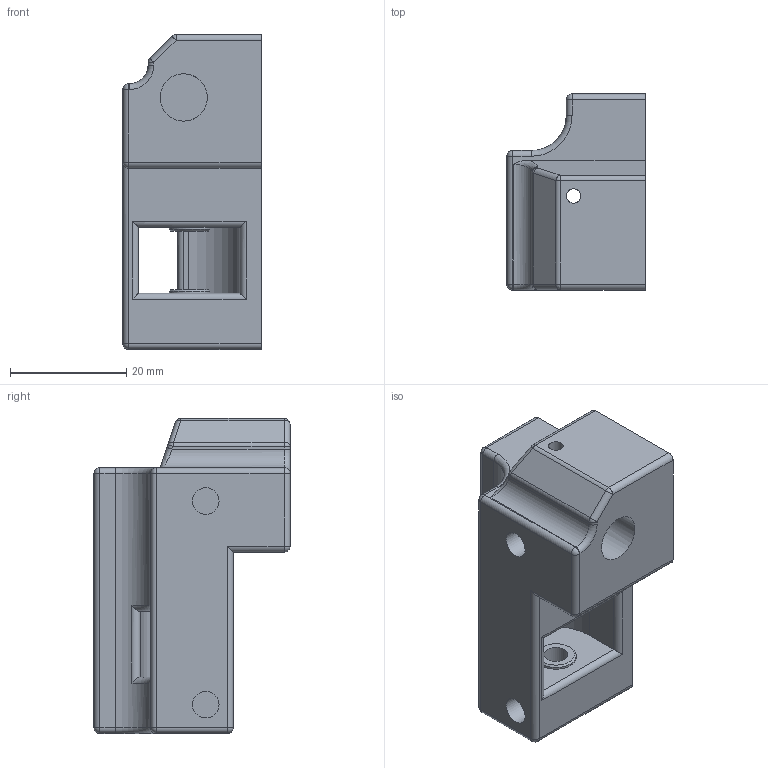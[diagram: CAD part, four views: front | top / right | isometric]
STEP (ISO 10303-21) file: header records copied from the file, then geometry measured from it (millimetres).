
FILE_DESCRIPTION(('HOOPS Exchange Step'),'2;1');
FILE_NAME('temp_export','2023-12-23T17:04:03-06:00',('DentedAF'),('Shapr3D Limited'),'HOOPS Exchange 2023.2','Shapr3D','Authorized');
FILE_SCHEMA( ('AUTOMOTIVE_DESIGN { 1 0 10303 214 1 1 1 1 }') );
Length unit declared in the file: millimetre
Products named in the file (1): root
Bounding box: 23.84 x 33.8 x 54.3 mm (x, y, z)
Volume: 23742.6 mm3; surface area: 8393.4 mm2
Topology: 1 solids, 1 shells, 123 faces, 308 edges, 186 vertices
Faces by surface type: plane 55, cylinder 48, sphere 11, torus 5, cone 3, bspline 1
Full cylindrical faces by diameter (mm): 2.5 x2, 4.15 x2, 4.6 x4, 4.7 x2, 7 x2, 8.15 x1
Entity records: 4356 total; most frequent: CARTESIAN_POINT 1365, DIRECTION 646, ORIENTED_EDGE 594, EDGE_CURVE 297, AXIS2_PLACEMENT_3D 235, VERTEX_POINT 186, VECTOR 176, LINE 176
